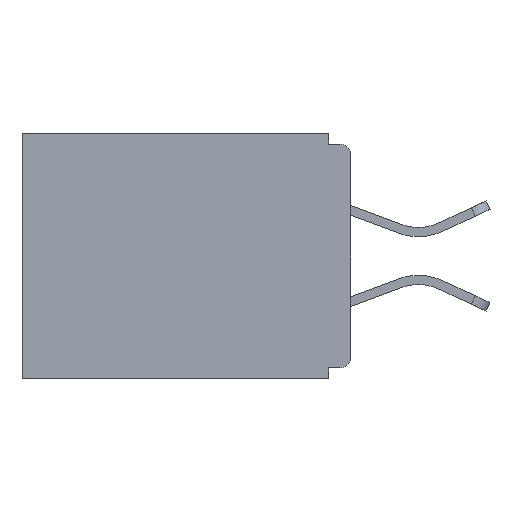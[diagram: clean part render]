
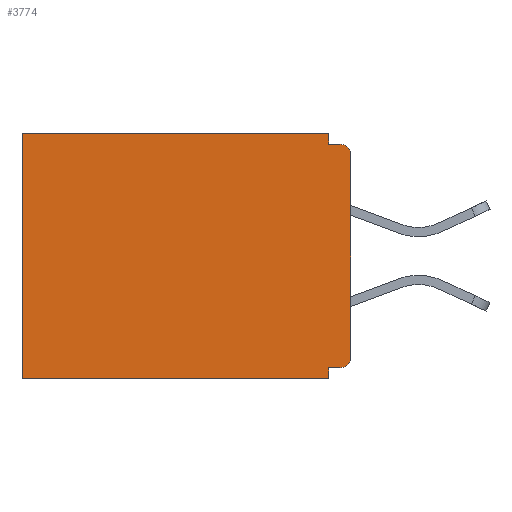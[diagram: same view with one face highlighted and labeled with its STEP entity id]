
A CAD part, left-side view. The second image highlights one B-rep face of the part: STEP entity #3774.
In plain terms, the highlighted planar face has unit normal (-1, 0, 0).
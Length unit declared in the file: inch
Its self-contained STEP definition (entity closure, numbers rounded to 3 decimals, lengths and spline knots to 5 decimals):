
#223 = CARTESIAN_POINT ( 'NONE',  ( 0.298, 0.46, 0. ) ) ;
#269 = CARTESIAN_POINT ( 'NONE',  ( 0.298, 0., 0. ) ) ;
#382 = VECTOR ( 'NONE', #2871, 39.37008 ) ;
#625 = ORIENTED_EDGE ( 'NONE', *, *, #2244, .F. ) ;
#727 = ORIENTED_EDGE ( 'NONE', *, *, #7329, .T. ) ;
#760 = CARTESIAN_POINT ( 'NONE',  ( 0.298, 0.015, -0.015 ) ) ;
#991 = VERTEX_POINT ( 'NONE', #6745 ) ;
#1048 = DIRECTION ( 'NONE',  ( 1., 0., 0. ) ) ;
#1071 = ORIENTED_EDGE ( 'NONE', *, *, #8725, .F. ) ;
#1137 = LINE ( 'NONE', #5539, #9846 ) ;
#1366 = ORIENTED_EDGE ( 'NONE', *, *, #6237, .T. ) ;
#1435 = CIRCLE ( 'NONE', #10212, 0.015 ) ;
#1727 = LINE ( 'NONE', #8767, #13475 ) ;
#1778 = CARTESIAN_POINT ( 'NONE',  ( 0.298, 0., -0.328 ) ) ;
#1791 = LINE ( 'NONE', #269, #10478 ) ;
#1970 = VERTEX_POINT ( 'NONE', #5657 ) ;
#2055 = CARTESIAN_POINT ( 'NONE',  ( 0.298, 0.015, -0.313 ) ) ;
#2244 = EDGE_CURVE ( 'NONE', #10917, #14088, #7823, .T. ) ;
#2599 = EDGE_LOOP ( 'NONE', ( #9587, #3137, #3671, #727, #1366, #9576, #625, #1071, #13468, #6277 ) ) ;
#2871 = DIRECTION ( 'NONE',  ( 0., 0., -1. ) ) ;
#2981 = LINE ( 'NONE', #223, #3496 ) ;
#3015 = CARTESIAN_POINT ( 'NONE',  ( 0.298, 0.031, -0.328 ) ) ;
#3137 = ORIENTED_EDGE ( 'NONE', *, *, #9632, .F. ) ;
#3413 = DIRECTION ( 'NONE',  ( 0., 1., 0. ) ) ;
#3496 = VECTOR ( 'NONE', #12688, 39.37008 ) ;
#3580 = DIRECTION ( 'NONE',  ( 0., 0., -1. ) ) ;
#3671 = ORIENTED_EDGE ( 'NONE', *, *, #9596, .F. ) ;
#3774 = ADVANCED_FACE ( 'NONE', ( #11495 ), #13459, .F. ) ;
#4433 = CARTESIAN_POINT ( 'NONE',  ( 0.298, 0., -0.343 ) ) ;
#4892 = VERTEX_POINT ( 'NONE', #8858 ) ;
#5149 = EDGE_CURVE ( 'NONE', #10454, #4892, #1791, .T. ) ;
#5262 = CARTESIAN_POINT ( 'NONE',  ( 0.298, 0.031, -0.343 ) ) ;
#5422 = DIRECTION ( 'NONE',  ( 0., 1., 0. ) ) ;
#5539 = CARTESIAN_POINT ( 'NONE',  ( 0.298, 0., -0.015 ) ) ;
#5657 = CARTESIAN_POINT ( 'NONE',  ( 0.298, 0.46, 0. ) ) ;
#5710 = EDGE_CURVE ( 'NONE', #14088, #6074, #8001, .T. ) ;
#5946 = DIRECTION ( 'NONE',  ( 0., 0., -1. ) ) ;
#6074 = VERTEX_POINT ( 'NONE', #7423 ) ;
#6146 = CARTESIAN_POINT ( 'NONE',  ( 0.298, 0.031, -0.015 ) ) ;
#6237 = EDGE_CURVE ( 'NONE', #1970, #6074, #2981, .T. ) ;
#6277 = ORIENTED_EDGE ( 'NONE', *, *, #5149, .F. ) ;
#6319 = AXIS2_PLACEMENT_3D ( 'NONE', #9995, #13253, #12309 ) ;
#6370 = EDGE_CURVE ( 'NONE', #10454, #9454, #11522, .T. ) ;
#6511 = DIRECTION ( 'NONE',  ( 0., 0., -1. ) ) ;
#6650 = CARTESIAN_POINT ( 'NONE',  ( 0.298, 0.015, -0.328 ) ) ;
#6745 = CARTESIAN_POINT ( 'NONE',  ( 0.298, 0.031, 0. ) ) ;
#7329 = EDGE_CURVE ( 'NONE', #991, #1970, #1727, .T. ) ;
#7423 = CARTESIAN_POINT ( 'NONE',  ( 0.298, 0.46, -0.343 ) ) ;
#7444 = CARTESIAN_POINT ( 'NONE',  ( 0.298, 0.031, -0.343 ) ) ;
#7728 = VECTOR ( 'NONE', #9670, 39.37008 ) ;
#7823 = LINE ( 'NONE', #5262, #382 ) ;
#7883 = CARTESIAN_POINT ( 'NONE',  ( 0.298, 0., 0. ) ) ;
#8001 = LINE ( 'NONE', #4433, #12250 ) ;
#8725 = EDGE_CURVE ( 'NONE', #13166, #10917, #11977, .T. ) ;
#8767 = CARTESIAN_POINT ( 'NONE',  ( 0.298, 0., 0. ) ) ;
#8858 = CARTESIAN_POINT ( 'NONE',  ( 0.298, 0., -0.313 ) ) ;
#9454 = VERTEX_POINT ( 'NONE', #760 ) ;
#9576 = ORIENTED_EDGE ( 'NONE', *, *, #5710, .F. ) ;
#9587 = ORIENTED_EDGE ( 'NONE', *, *, #6370, .T. ) ;
#9596 = EDGE_CURVE ( 'NONE', #991, #14054, #11768, .T. ) ;
#9632 = EDGE_CURVE ( 'NONE', #14054, #9454, #1137, .T. ) ;
#9670 = DIRECTION ( 'NONE',  ( 0., 1., 0. ) ) ;
#9846 = VECTOR ( 'NONE', #14503, 39.37008 ) ;
#9988 = DIRECTION ( 'NONE',  ( -1., 0., 0. ) ) ;
#9995 = CARTESIAN_POINT ( 'NONE',  ( 0.298, 0.015, -0.03 ) ) ;
#10212 = AXIS2_PLACEMENT_3D ( 'NONE', #2055, #9988, #5946 ) ;
#10454 = VERTEX_POINT ( 'NONE', #13265 ) ;
#10478 = VECTOR ( 'NONE', #3580, 39.37008 ) ;
#10900 = VECTOR ( 'NONE', #12205, 39.37008 ) ;
#10911 = EDGE_CURVE ( 'NONE', #13166, #4892, #1435, .T. ) ;
#10917 = VERTEX_POINT ( 'NONE', #3015 ) ;
#11495 = FACE_OUTER_BOUND ( 'NONE', #2599, .T. ) ;
#11522 = CIRCLE ( 'NONE', #6319, 0.015 ) ;
#11768 = LINE ( 'NONE', #7444, #10900 ) ;
#11977 = LINE ( 'NONE', #1778, #7728 ) ;
#12205 = DIRECTION ( 'NONE',  ( 0., 0., -1. ) ) ;
#12250 = VECTOR ( 'NONE', #3413, 39.37008 ) ;
#12309 = DIRECTION ( 'NONE',  ( 0., 0., -1. ) ) ;
#12333 = AXIS2_PLACEMENT_3D ( 'NONE', #7883, #1048, #6511 ) ;
#12432 = CARTESIAN_POINT ( 'NONE',  ( 0.298, 0.031, -0.343 ) ) ;
#12688 = DIRECTION ( 'NONE',  ( 0., 0., -1. ) ) ;
#13166 = VERTEX_POINT ( 'NONE', #6650 ) ;
#13253 = DIRECTION ( 'NONE',  ( -1., 0., 0. ) ) ;
#13265 = CARTESIAN_POINT ( 'NONE',  ( 0.298, 0., -0.03 ) ) ;
#13459 = PLANE ( 'NONE',  #12333 ) ;
#13468 = ORIENTED_EDGE ( 'NONE', *, *, #10911, .T. ) ;
#13475 = VECTOR ( 'NONE', #5422, 39.37008 ) ;
#14054 = VERTEX_POINT ( 'NONE', #6146 ) ;
#14088 = VERTEX_POINT ( 'NONE', #12432 ) ;
#14503 = DIRECTION ( 'NONE',  ( 0., -1., 0. ) ) ;
